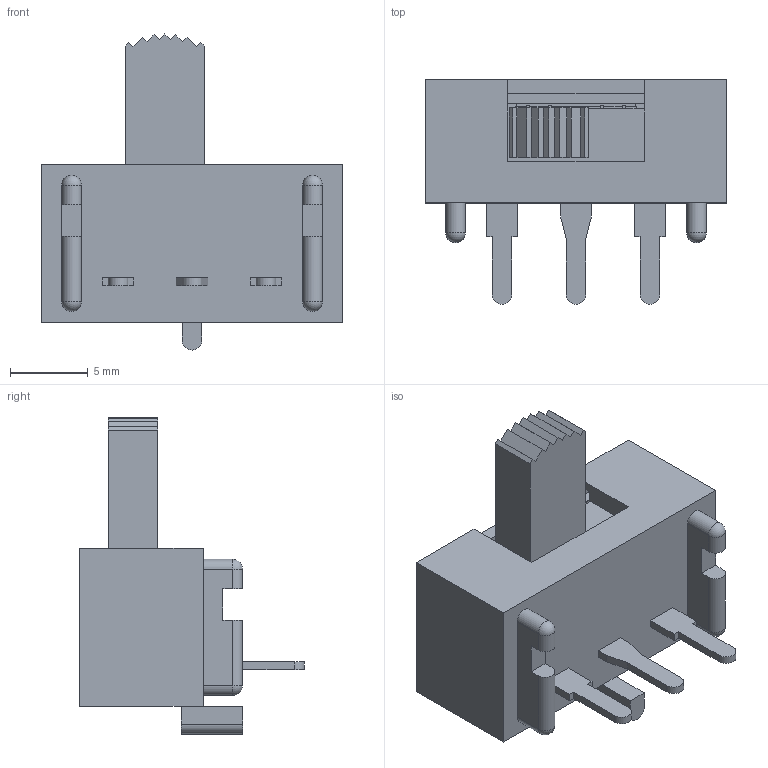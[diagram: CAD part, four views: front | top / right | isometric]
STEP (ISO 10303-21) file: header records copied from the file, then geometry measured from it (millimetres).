
FILE_DESCRIPTION((''),'2;1');
FILE_NAME('L102021ML04_SW0002_PRT','2013-11-22T',('jtrepler'),(''),'PRO/ENGINEER BY PARAMETRIC TECHNOLOGY CORPORATION, 2011410','PRO/ENGINEER BY PARAMETRIC TECHNOLOGY CORPORATION, 2011410','');
FILE_SCHEMA(('AUTOMOTIVE_DESIGN_CC2 { 1 2 10303 214 -1 1 5 2 }'));
Length unit declared in the file: inch
Products named in the file (1): L102021ML04_SW0002_PRT
Bounding box: 19.3 x 14.43 x 20.32 mm (x, y, z)
Volume: 989.4 mm3; surface area: 1954.4 mm2
Topology: 1 solids, 1 shells, 230 faces, 645 edges, 423 vertices
Faces by surface type: plane 208, cylinder 18, sphere 4
Entity records: 7284 total; most frequent: CARTESIAN_POINT 1294, ORIENTED_EDGE 1282, DIRECTION 1141, EDGE_CURVE 641, VECTOR 601, LINE 601, VERTEX_POINT 423, AXIS2_PLACEMENT_3D 270
